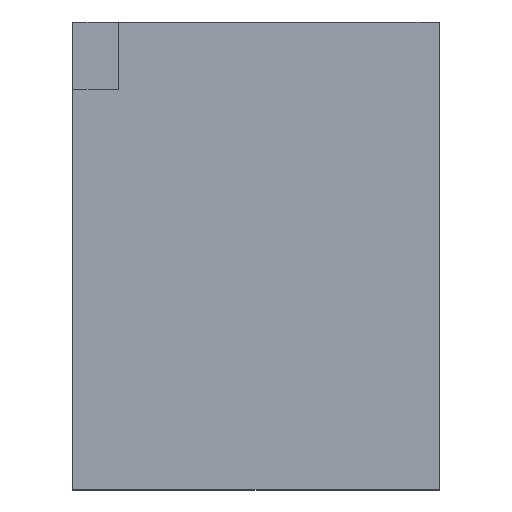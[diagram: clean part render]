
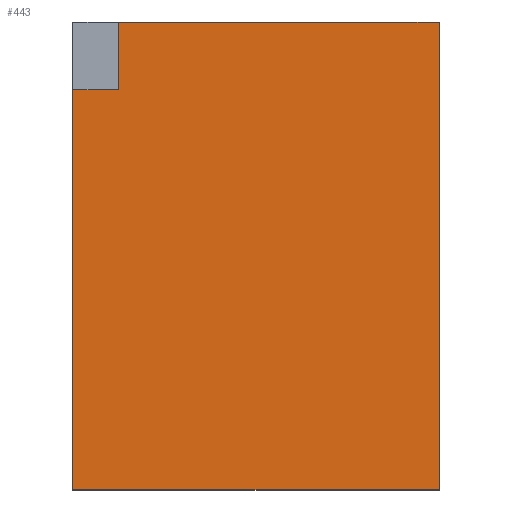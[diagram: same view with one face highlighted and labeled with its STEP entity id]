
A CAD part, top view. The second image highlights one B-rep face of the part: STEP entity #443.
In plain terms, the highlighted planar face has unit normal (0, 0, 1).
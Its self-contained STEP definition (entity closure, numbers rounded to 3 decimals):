
#75=FACE_OUTER_BOUND($,#115,.T.);
#115=EDGE_LOOP($,(#358,#359,#360,#361,#362,#363));
#157=LINE($,#724,#190);
#161=LINE($,#732,#194);
#169=LINE($,#747,#202);
#170=LINE($,#750,#203);
#174=LINE($,#758,#207);
#177=LINE($,#762,#210);
#190=VECTOR($,#580,0.2);
#194=VECTOR($,#586,0.3);
#202=VECTOR($,#598,1.77);
#203=VECTOR($,#601,1.42);
#207=VECTOR($,#607,2.07);
#210=VECTOR($,#612,1.62);
#221=VERTEX_POINT($,#722);
#222=VERTEX_POINT($,#723);
#225=VERTEX_POINT($,#731);
#230=VERTEX_POINT($,#745);
#231=VERTEX_POINT($,#749);
#234=VERTEX_POINT($,#757);
#263=EDGE_CURVE($,#221,#222,#157,.T.);
#267=EDGE_CURVE($,#225,#221,#161,.T.);
#275=EDGE_CURVE($,#222,#230,#169,.T.);
#276=EDGE_CURVE($,#231,#225,#170,.T.);
#280=EDGE_CURVE($,#234,#231,#174,.T.);
#283=EDGE_CURVE($,#230,#234,#177,.T.);
#358=ORIENTED_EDGE($,*,*,#263,.T.);
#359=ORIENTED_EDGE($,*,*,#275,.T.);
#360=ORIENTED_EDGE($,*,*,#283,.T.);
#361=ORIENTED_EDGE($,*,*,#280,.T.);
#362=ORIENTED_EDGE($,*,*,#276,.T.);
#363=ORIENTED_EDGE($,*,*,#267,.T.);
#411=PLANE($,#505);
#443=ADVANCED_FACE($,(#75),#411,.T.);
#505=AXIS2_PLACEMENT_3D($,#763,#613,#614);
#580=DIRECTION($,(-1.,0.,0.));
#586=DIRECTION($,(0.,-1.,0.));
#598=DIRECTION($,(0.,-1.,0.));
#601=DIRECTION($,(-1.,0.,0.));
#607=DIRECTION($,(0.,1.,0.));
#612=DIRECTION($,(1.,0.,0.));
#613=DIRECTION('center_axis',(0.,0.,1.));
#614=DIRECTION('ref_axis',(1.,0.,0.));
#722=CARTESIAN_POINT('',(-0.61,0.735,0.68));
#723=CARTESIAN_POINT('',(-0.81,0.735,0.68));
#724=CARTESIAN_POINT($,(-0.305,0.735,0.68));
#731=CARTESIAN_POINT('',(-0.61,1.035,0.68));
#732=CARTESIAN_POINT($,(-0.61,0.518,0.68));
#745=CARTESIAN_POINT('',(-0.81,-1.035,0.68));
#747=CARTESIAN_POINT($,(-0.81,1.035,0.68));
#749=CARTESIAN_POINT('',(0.81,1.035,0.68));
#750=CARTESIAN_POINT($,(0.81,1.035,0.68));
#757=CARTESIAN_POINT('',(0.81,-1.035,0.68));
#758=CARTESIAN_POINT($,(0.81,-1.035,0.68));
#762=CARTESIAN_POINT($,(-0.81,-1.035,0.68));
#763=CARTESIAN_POINT('Origin',(0.,0.,0.68));
